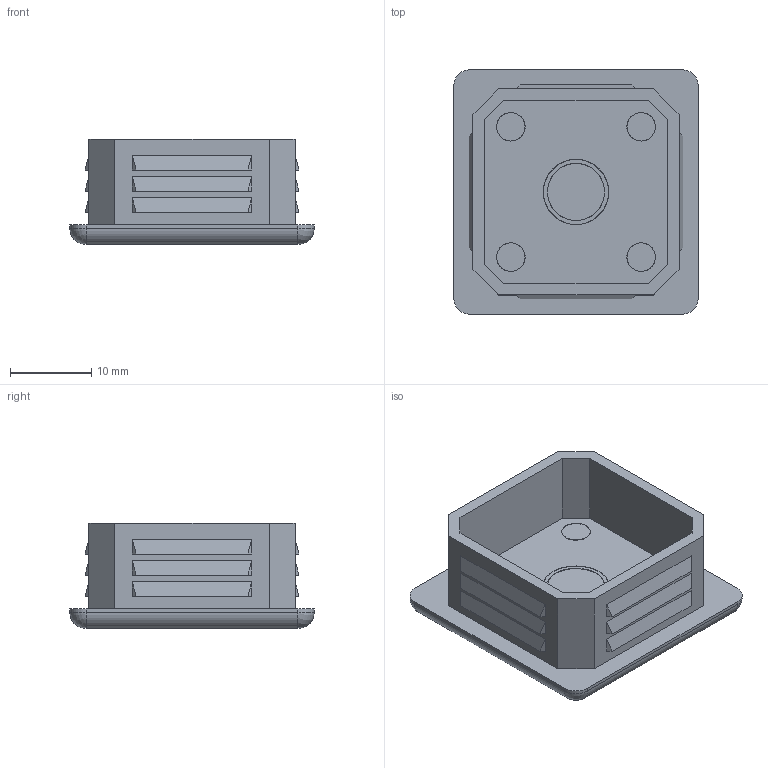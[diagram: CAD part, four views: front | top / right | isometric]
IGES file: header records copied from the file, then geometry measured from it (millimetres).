
Start section: --------------------------------------------------------------------- IGES file generated by CADlook_v15.0.  Visit http://www.cadlook.com for more information on CADlook translators and viewers. ---------------------------------------------------------------------
Global section: file name: 44-30x30.igs; native system: Cimatron E 11.0; preprocessor: CADlook_v15.0; author: DAVID; organization: None; date: 20141002.090710; units: millimetre
Bounding box: 30 x 30 x 12.9 mm (x, y, z)
Surface area: 3816.8 mm2 (no closed solid volume)
Topology: 0 solids, 0 shells, 96 faces, 459 edges, 450 vertices
Faces by surface type: bspline 78, revolution 18
